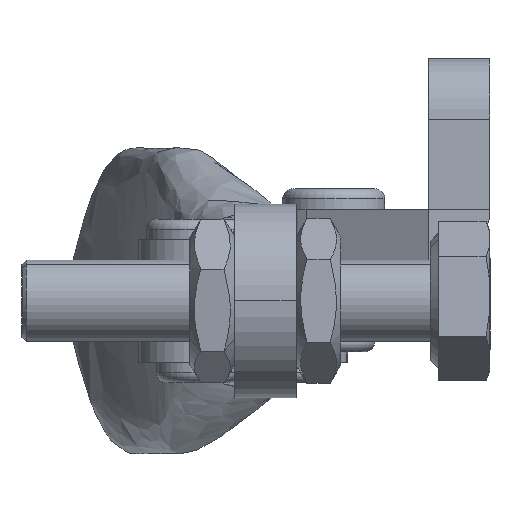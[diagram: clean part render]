
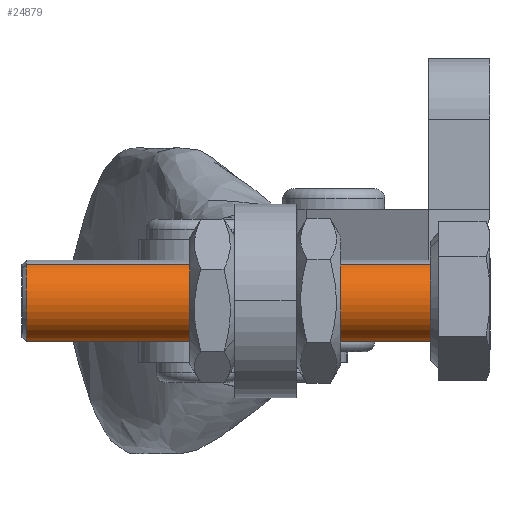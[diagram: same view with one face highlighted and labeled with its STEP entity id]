
A CAD part, left-side view. The second image highlights one B-rep face of the part: STEP entity #24879.
In plain terms, the highlighted cylindrical face has radius 2 mm (diameter 4 mm), a partial arc.
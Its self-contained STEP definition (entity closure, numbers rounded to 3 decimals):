
#2829 = AXIS2_PLACEMENT_3D ( 'NONE', #18481, #18479, #18477 ) ;
#6992 = CARTESIAN_POINT ( 'NONE',  ( 22.725, 0., 2. ) ) ;
#6993 = CARTESIAN_POINT ( 'NONE',  ( 22.725, 0., -2. ) ) ;
#6994 = CARTESIAN_POINT ( 'NONE',  ( 2.925, 0., -2. ) ) ;
#6996 = CARTESIAN_POINT ( 'NONE',  ( 2.925, 0., 2. ) ) ;
#12156 = CARTESIAN_POINT ( 'NONE',  ( 22.925, 0., 2. ) ) ;
#12158 = DIRECTION ( 'NONE',  ( -1., 0., 0. ) ) ;
#12187 = CARTESIAN_POINT ( 'NONE',  ( 22.725, 0., 0. ) ) ;
#12188 = DIRECTION ( 'NONE',  ( -1., 0., 0. ) ) ;
#12189 = DIRECTION ( 'NONE',  ( 0., 0., -1. ) ) ;
#12280 = CARTESIAN_POINT ( 'NONE',  ( 2.925, 0., 0. ) ) ;
#12281 = DIRECTION ( 'NONE',  ( 1., 0., 0. ) ) ;
#12282 = DIRECTION ( 'NONE',  ( 0., 0., -1. ) ) ;
#12415 = CARTESIAN_POINT ( 'NONE',  ( 22.925, 0., -2. ) ) ;
#12416 = DIRECTION ( 'NONE',  ( -1., 0., 0. ) ) ;
#12735 = LINE ( 'NONE', #12156, #12738 ) ;
#12738 = VECTOR ( 'NONE', #12158, 1000. ) ;
#12755 = CIRCLE ( 'NONE', #25024, 2. ) ;
#12788 = CIRCLE ( 'NONE', #25038, 2. ) ;
#12847 = LINE ( 'NONE', #12415, #12850 ) ;
#12850 = VECTOR ( 'NONE', #12416, 1000. ) ;
#13896 = EDGE_CURVE ( 'NONE', #20001, #20005, #12735, .T. ) ;
#13908 = EDGE_CURVE ( 'NONE', #20001, #20002, #12755, .T. ) ;
#13939 = EDGE_CURVE ( 'NONE', #20003, #20005, #12788, .T. ) ;
#13984 = EDGE_CURVE ( 'NONE', #20002, #20003, #12847, .T. ) ;
#17096 = FACE_OUTER_BOUND ( 'NONE', #19289, .T. ) ;
#17101 = CYLINDRICAL_SURFACE ( 'NONE', #2829, 2. ) ;
#18477 = DIRECTION ( 'NONE',  ( 0., 0., 1. ) ) ;
#18479 = DIRECTION ( 'NONE',  ( -1., 0., 0. ) ) ;
#18481 = CARTESIAN_POINT ( 'NONE',  ( 22.925, 0., 0. ) ) ;
#19289 = EDGE_LOOP ( 'NONE', ( #23269, #23270, #23271, #23272 ) ) ;
#20001 = VERTEX_POINT ( 'NONE', #6992 ) ;
#20002 = VERTEX_POINT ( 'NONE', #6993 ) ;
#20003 = VERTEX_POINT ( 'NONE', #6994 ) ;
#20005 = VERTEX_POINT ( 'NONE', #6996 ) ;
#23269 = ORIENTED_EDGE ( 'NONE', *, *, #13908, .T. ) ;
#23270 = ORIENTED_EDGE ( 'NONE', *, *, #13984, .T. ) ;
#23271 = ORIENTED_EDGE ( 'NONE', *, *, #13939, .T. ) ;
#23272 = ORIENTED_EDGE ( 'NONE', *, *, #13896, .F. ) ;
#24879 = ADVANCED_FACE ( 'NONE', ( #17096 ), #17101, .T. ) ;
#25024 = AXIS2_PLACEMENT_3D ( 'NONE', #12187, #12188, #12189 ) ;
#25038 = AXIS2_PLACEMENT_3D ( 'NONE', #12280, #12281, #12282 ) ;
